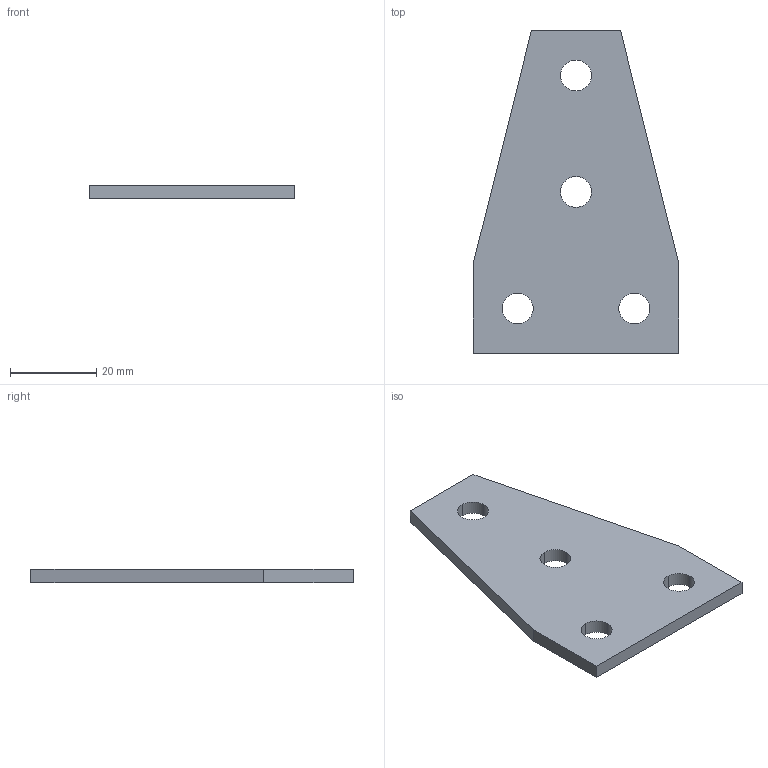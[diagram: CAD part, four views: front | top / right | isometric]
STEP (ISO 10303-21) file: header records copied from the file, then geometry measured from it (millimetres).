
FILE_DESCRIPTION(('TurboCAD Mac Pro'),'Build 980');
FILE_NAME('P6358A.stp',' ',(''),(''),'ACIS Interop','IMSI','TurboCAD Mac Pro BY IMSI, INCORPORATED');
FILE_SCHEMA(('automotive_design'));
Length unit declared in the file: inch
Products named in the file (2): 1; 2
Bounding box: 47.58 x 74.57 x 3.17 mm (x, y, z)
Volume: 8448.8 mm3; surface area: 6307.4 mm2
Topology: 1 solids, 1 shells, 24 faces, 66 edges, 44 vertices
Faces by surface type: bspline 16, plane 8
Entity records: 1376 total; most frequent: CARTESIAN_POINT 414, ORIENTED_EDGE 132, EDGE_CURVE 66, DIRECTION 60, B_SPLINE_CURVE_WITH_KNOTS 48, STYLED_ITEM 47, PRESENTATION_STYLE_ASSIGNMENT 47, COLOUR_RGB 47
